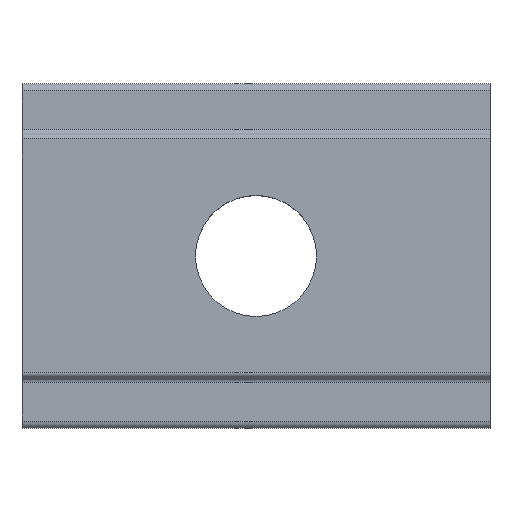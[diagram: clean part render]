
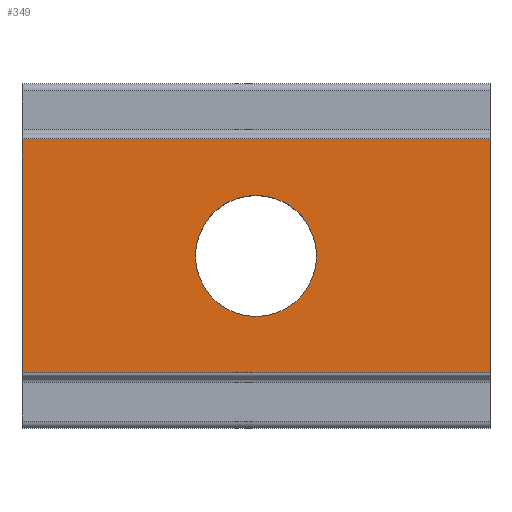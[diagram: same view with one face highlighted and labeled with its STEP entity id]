
A CAD part, top view. The second image highlights one B-rep face of the part: STEP entity #349.
In plain terms, the highlighted planar face has unit normal (0, 0, 1).
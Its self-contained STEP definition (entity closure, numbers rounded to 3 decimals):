
#29=LINE('',#530,#61);
#30=LINE('',#533,#62);
#31=LINE('',#535,#63);
#32=LINE('',#537,#64);
#61=VECTOR('',#424,1000.);
#62=VECTOR('',#425,1000.);
#63=VECTOR('',#426,1000.);
#64=VECTOR('',#427,1000.);
#93=ORIENTED_EDGE('',*,*,#193,.F.);
#94=ORIENTED_EDGE('',*,*,#194,.T.);
#95=ORIENTED_EDGE('',*,*,#195,.F.);
#96=ORIENTED_EDGE('',*,*,#196,.F.);
#97=ORIENTED_EDGE('',*,*,#197,.T.);
#193=EDGE_CURVE('',#243,#243,#277,.T.);
#194=EDGE_CURVE('',#244,#245,#29,.T.);
#195=EDGE_CURVE('',#246,#245,#30,.T.);
#196=EDGE_CURVE('',#247,#246,#31,.T.);
#197=EDGE_CURVE('',#247,#244,#32,.T.);
#243=VERTEX_POINT('',#529);
#244=VERTEX_POINT('',#531);
#245=VERTEX_POINT('',#532);
#246=VERTEX_POINT('',#534);
#247=VERTEX_POINT('',#536);
#277=CIRCLE('',#382,2.459);
#295=EDGE_LOOP('',(#93));
#296=EDGE_LOOP('',(#94,#95,#96,#97));
#317=FACE_BOUND('',#295,.T.);
#318=FACE_BOUND('',#296,.T.);
#339=PLANE('',#381);
#349=ADVANCED_FACE('',(#317,#318),#339,.F.);
#381=AXIS2_PLACEMENT_3D('',#527,#420,#421);
#382=AXIS2_PLACEMENT_3D('',#528,#422,#423);
#420=DIRECTION('',(0.,0.,-1.));
#421=DIRECTION('',(-1.,0.,0.));
#422=DIRECTION('',(0.,0.,1.));
#423=DIRECTION('',(1.,0.,0.));
#424=DIRECTION('',(0.,-1.,0.));
#425=DIRECTION('',(-1.,0.,0.));
#426=DIRECTION('',(0.,-1.,0.));
#427=DIRECTION('',(-1.,0.,0.));
#527=CARTESIAN_POINT('',(9.5,4.75,0.));
#528=CARTESIAN_POINT('',(0.,0.,0.));
#529=CARTESIAN_POINT('',(2.459,0.,0.));
#530=CARTESIAN_POINT('',(-9.5,4.75,0.));
#531=CARTESIAN_POINT('',(-9.5,4.75,0.));
#532=CARTESIAN_POINT('',(-9.5,-4.75,0.));
#533=CARTESIAN_POINT('',(9.5,-4.75,0.));
#534=CARTESIAN_POINT('',(9.5,-4.75,0.));
#535=CARTESIAN_POINT('',(9.5,4.75,0.));
#536=CARTESIAN_POINT('',(9.5,4.75,0.));
#537=CARTESIAN_POINT('',(9.5,4.75,0.));
